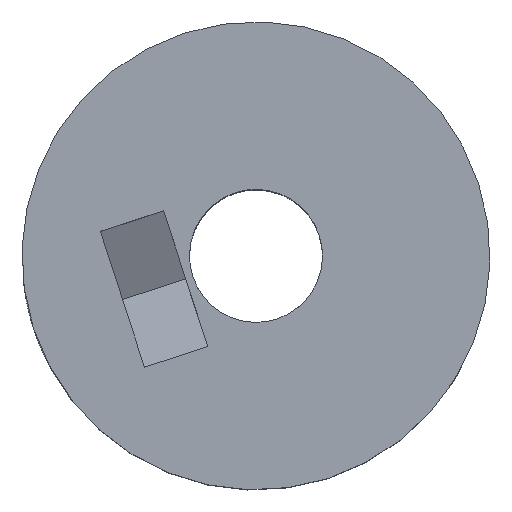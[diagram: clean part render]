
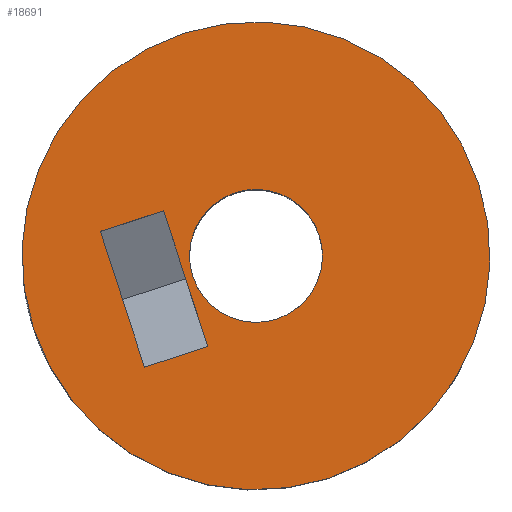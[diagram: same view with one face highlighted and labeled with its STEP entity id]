
A CAD part, top view. The second image highlights one B-rep face of the part: STEP entity #18691.
In plain terms, the highlighted planar face has unit normal (0, 0, 1).
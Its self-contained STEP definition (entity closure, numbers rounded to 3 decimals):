
#11929 = VERTEX_POINT('',#11930);
#11930 = CARTESIAN_POINT('',(9.5,0.,15.4));
#11937 = CYLINDRICAL_SURFACE('',#11938,9.5);
#11938 = AXIS2_PLACEMENT_3D('',#11939,#11940,#11941);
#11939 = CARTESIAN_POINT('',(0.,0.,9.4));
#11940 = DIRECTION('',(0.,0.,1.));
#11941 = DIRECTION('',(1.,0.,0.));
#11956 = EDGE_CURVE('',#11929,#11929,#11957,.T.);
#11957 = SURFACE_CURVE('',#11958,(#11963,#11970),.PCURVE_S1.);
#11958 = CIRCLE('',#11959,9.5);
#11959 = AXIS2_PLACEMENT_3D('',#11960,#11961,#11962);
#11960 = CARTESIAN_POINT('',(0.,0.,15.4));
#11961 = DIRECTION('',(0.,0.,1.));
#11962 = DIRECTION('',(1.,0.,0.));
#11963 = PCURVE('',#11937,#11964);
#11964 = DEFINITIONAL_REPRESENTATION('',(#11965),#11969);
#11965 = LINE('',#11966,#11967);
#11966 = CARTESIAN_POINT('',(0.,6.));
#11967 = VECTOR('',#11968,1.);
#11968 = DIRECTION('',(1.,0.));
#11969 = ( GEOMETRIC_REPRESENTATION_CONTEXT(2) 
PARAMETRIC_REPRESENTATION_CONTEXT() REPRESENTATION_CONTEXT('2D SPACE',''
  ) );
#11970 = PCURVE('',#11971,#11976);
#11971 = PLANE('',#11972);
#11972 = AXIS2_PLACEMENT_3D('',#11973,#11974,#11975);
#11973 = CARTESIAN_POINT('',(0.,0.,15.4));
#11974 = DIRECTION('',(0.,0.,1.));
#11975 = DIRECTION('',(1.,0.,0.));
#11976 = DEFINITIONAL_REPRESENTATION('',(#11977),#11981);
#11977 = CIRCLE('',#11978,9.5);
#11978 = AXIS2_PLACEMENT_2D('',#11979,#11980);
#11979 = CARTESIAN_POINT('',(0.,0.));
#11980 = DIRECTION('',(1.,0.));
#11981 = ( GEOMETRIC_REPRESENTATION_CONTEXT(2) 
PARAMETRIC_REPRESENTATION_CONTEXT() REPRESENTATION_CONTEXT('2D SPACE',''
  ) );
#18691 = ADVANCED_FACE('',(#18692,#18695,#18726),#11971,.T.);
#18692 = FACE_BOUND('',#18693,.T.);
#18693 = EDGE_LOOP('',(#18694));
#18694 = ORIENTED_EDGE('',*,*,#11956,.T.);
#18695 = FACE_BOUND('',#18696,.T.);
#18696 = EDGE_LOOP('',(#18697));
#18697 = ORIENTED_EDGE('',*,*,#18698,.F.);
#18698 = EDGE_CURVE('',#18699,#18699,#18701,.T.);
#18699 = VERTEX_POINT('',#18700);
#18700 = CARTESIAN_POINT('',(2.7,0.,15.4));
#18701 = SURFACE_CURVE('',#18702,(#18707,#18714),.PCURVE_S1.);
#18702 = CIRCLE('',#18703,2.7);
#18703 = AXIS2_PLACEMENT_3D('',#18704,#18705,#18706);
#18704 = CARTESIAN_POINT('',(0.,0.,15.4));
#18705 = DIRECTION('',(0.,0.,1.));
#18706 = DIRECTION('',(1.,0.,0.));
#18707 = PCURVE('',#11971,#18708);
#18708 = DEFINITIONAL_REPRESENTATION('',(#18709),#18713);
#18709 = CIRCLE('',#18710,2.7);
#18710 = AXIS2_PLACEMENT_2D('',#18711,#18712);
#18711 = CARTESIAN_POINT('',(0.,0.));
#18712 = DIRECTION('',(1.,0.));
#18713 = ( GEOMETRIC_REPRESENTATION_CONTEXT(2) 
PARAMETRIC_REPRESENTATION_CONTEXT() REPRESENTATION_CONTEXT('2D SPACE',''
  ) );
#18714 = PCURVE('',#18715,#18720);
#18715 = CYLINDRICAL_SURFACE('',#18716,2.7);
#18716 = AXIS2_PLACEMENT_3D('',#18717,#18718,#18719);
#18717 = CARTESIAN_POINT('',(0.,0.,-2.));
#18718 = DIRECTION('',(0.,0.,1.));
#18719 = DIRECTION('',(1.,0.,0.));
#18720 = DEFINITIONAL_REPRESENTATION('',(#18721),#18725);
#18721 = LINE('',#18722,#18723);
#18722 = CARTESIAN_POINT('',(0.,17.4));
#18723 = VECTOR('',#18724,1.);
#18724 = DIRECTION('',(1.,0.));
#18725 = ( GEOMETRIC_REPRESENTATION_CONTEXT(2) 
PARAMETRIC_REPRESENTATION_CONTEXT() REPRESENTATION_CONTEXT('2D SPACE',''
  ) );
#18726 = FACE_BOUND('',#18727,.T.);
#18727 = EDGE_LOOP('',(#18728,#18756,#18782,#18808));
#18728 = ORIENTED_EDGE('',*,*,#18729,.F.);
#18729 = EDGE_CURVE('',#18730,#18732,#18734,.T.);
#18730 = VERTEX_POINT('',#18731);
#18731 = CARTESIAN_POINT('',(-5.7,-2.9,15.4));
#18732 = VERTEX_POINT('',#18733);
#18733 = CARTESIAN_POINT('',(-3.,-2.9,15.4));
#18734 = SURFACE_CURVE('',#18735,(#18739,#18745),.PCURVE_S1.);
#18735 = LINE('',#18736,#18737);
#18736 = CARTESIAN_POINT('',(-1.5,-2.9,15.4));
#18737 = VECTOR('',#18738,1.);
#18738 = DIRECTION('',(1.,0.,0.));
#18739 = PCURVE('',#11971,#18740);
#18740 = DEFINITIONAL_REPRESENTATION('',(#18741),#18744);
#18741 = B_SPLINE_CURVE_WITH_KNOTS('',1,(#18742,#18743),.UNSPECIFIED.,
  .F.,.F.,(2,2),(-4.47,-1.23),.PIECEWISE_BEZIER_KNOTS.);
#18742 = CARTESIAN_POINT('',(-5.97,-2.9));
#18743 = CARTESIAN_POINT('',(-2.73,-2.9));
#18744 = ( GEOMETRIC_REPRESENTATION_CONTEXT(2) 
PARAMETRIC_REPRESENTATION_CONTEXT() REPRESENTATION_CONTEXT('2D SPACE',''
  ) );
#18745 = PCURVE('',#18746,#18751);
#18746 = PLANE('',#18747);
#18747 = AXIS2_PLACEMENT_3D('',#18748,#18749,#18750);
#18748 = CARTESIAN_POINT('',(-3.,-2.9,30.674));
#18749 = DIRECTION('',(0.,-1.,0.));
#18750 = DIRECTION('',(0.,0.,-1.));
#18751 = DEFINITIONAL_REPRESENTATION('',(#18752),#18755);
#18752 = B_SPLINE_CURVE_WITH_KNOTS('',1,(#18753,#18754),.UNSPECIFIED.,
  .F.,.F.,(2,2),(-4.47,-1.23),.PIECEWISE_BEZIER_KNOTS.);
#18753 = CARTESIAN_POINT('',(15.274,-2.97));
#18754 = CARTESIAN_POINT('',(15.274,0.27));
#18755 = ( GEOMETRIC_REPRESENTATION_CONTEXT(2) 
PARAMETRIC_REPRESENTATION_CONTEXT() REPRESENTATION_CONTEXT('2D SPACE',''
  ) );
#18756 = ORIENTED_EDGE('',*,*,#18757,.F.);
#18757 = EDGE_CURVE('',#18758,#18730,#18760,.T.);
#18758 = VERTEX_POINT('',#18759);
#18759 = CARTESIAN_POINT('',(-5.7,2.9,15.4));
#18760 = SURFACE_CURVE('',#18761,(#18765,#18771),.PCURVE_S1.);
#18761 = LINE('',#18762,#18763);
#18762 = CARTESIAN_POINT('',(-5.7,0.,15.4));
#18763 = VECTOR('',#18764,1.);
#18764 = DIRECTION('',(0.,-1.,0.));
#18765 = PCURVE('',#11971,#18766);
#18766 = DEFINITIONAL_REPRESENTATION('',(#18767),#18770);
#18767 = B_SPLINE_CURVE_WITH_KNOTS('',1,(#18768,#18769),.UNSPECIFIED.,
  .F.,.F.,(2,2),(-3.48,3.48),.PIECEWISE_BEZIER_KNOTS.);
#18768 = CARTESIAN_POINT('',(-5.7,3.48));
#18769 = CARTESIAN_POINT('',(-5.7,-3.48));
#18770 = ( GEOMETRIC_REPRESENTATION_CONTEXT(2) 
PARAMETRIC_REPRESENTATION_CONTEXT() REPRESENTATION_CONTEXT('2D SPACE',''
  ) );
#18771 = PCURVE('',#18772,#18777);
#18772 = PLANE('',#18773);
#18773 = AXIS2_PLACEMENT_3D('',#18774,#18775,#18776);
#18774 = CARTESIAN_POINT('',(-5.7,0.,9.));
#18775 = DIRECTION('',(-1.,0.,0.));
#18776 = DIRECTION('',(0.,0.,-1.));
#18777 = DEFINITIONAL_REPRESENTATION('',(#18778),#18781);
#18778 = B_SPLINE_CURVE_WITH_KNOTS('',1,(#18779,#18780),.UNSPECIFIED.,
  .F.,.F.,(2,2),(-3.48,3.48),.PIECEWISE_BEZIER_KNOTS.);
#18779 = CARTESIAN_POINT('',(-6.4,-3.48));
#18780 = CARTESIAN_POINT('',(-6.4,3.48));
#18781 = ( GEOMETRIC_REPRESENTATION_CONTEXT(2) 
PARAMETRIC_REPRESENTATION_CONTEXT() REPRESENTATION_CONTEXT('2D SPACE',''
  ) );
#18782 = ORIENTED_EDGE('',*,*,#18783,.F.);
#18783 = EDGE_CURVE('',#18784,#18758,#18786,.T.);
#18784 = VERTEX_POINT('',#18785);
#18785 = CARTESIAN_POINT('',(-3.,2.9,15.4));
#18786 = SURFACE_CURVE('',#18787,(#18791,#18797),.PCURVE_S1.);
#18787 = LINE('',#18788,#18789);
#18788 = CARTESIAN_POINT('',(-1.5,2.9,15.4));
#18789 = VECTOR('',#18790,1.);
#18790 = DIRECTION('',(-1.,0.,0.));
#18791 = PCURVE('',#11971,#18792);
#18792 = DEFINITIONAL_REPRESENTATION('',(#18793),#18796);
#18793 = B_SPLINE_CURVE_WITH_KNOTS('',1,(#18794,#18795),.UNSPECIFIED.,
  .F.,.F.,(2,2),(1.23,4.47),.PIECEWISE_BEZIER_KNOTS.);
#18794 = CARTESIAN_POINT('',(-2.73,2.9));
#18795 = CARTESIAN_POINT('',(-5.97,2.9));
#18796 = ( GEOMETRIC_REPRESENTATION_CONTEXT(2) 
PARAMETRIC_REPRESENTATION_CONTEXT() REPRESENTATION_CONTEXT('2D SPACE',''
  ) );
#18797 = PCURVE('',#18798,#18803);
#18798 = PLANE('',#18799);
#18799 = AXIS2_PLACEMENT_3D('',#18800,#18801,#18802);
#18800 = CARTESIAN_POINT('',(-3.,2.9,10.674));
#18801 = DIRECTION('',(0.,1.,0.));
#18802 = DIRECTION('',(0.,0.,1.));
#18803 = DEFINITIONAL_REPRESENTATION('',(#18804),#18807);
#18804 = B_SPLINE_CURVE_WITH_KNOTS('',1,(#18805,#18806),.UNSPECIFIED.,
  .F.,.F.,(2,2),(1.23,4.47),.PIECEWISE_BEZIER_KNOTS.);
#18805 = CARTESIAN_POINT('',(4.726,0.27));
#18806 = CARTESIAN_POINT('',(4.726,-2.97));
#18807 = ( GEOMETRIC_REPRESENTATION_CONTEXT(2) 
PARAMETRIC_REPRESENTATION_CONTEXT() REPRESENTATION_CONTEXT('2D SPACE',''
  ) );
#18808 = ORIENTED_EDGE('',*,*,#18809,.T.);
#18809 = EDGE_CURVE('',#18784,#18732,#18810,.T.);
#18810 = SURFACE_CURVE('',#18811,(#18815,#18821),.PCURVE_S1.);
#18811 = LINE('',#18812,#18813);
#18812 = CARTESIAN_POINT('',(-3.,0.,15.4));
#18813 = VECTOR('',#18814,1.);
#18814 = DIRECTION('',(0.,-1.,0.));
#18815 = PCURVE('',#11971,#18816);
#18816 = DEFINITIONAL_REPRESENTATION('',(#18817),#18820);
#18817 = B_SPLINE_CURVE_WITH_KNOTS('',1,(#18818,#18819),.UNSPECIFIED.,
  .F.,.F.,(2,2),(-3.48,3.48),.PIECEWISE_BEZIER_KNOTS.);
#18818 = CARTESIAN_POINT('',(-3.,3.48));
#18819 = CARTESIAN_POINT('',(-3.,-3.48));
#18820 = ( GEOMETRIC_REPRESENTATION_CONTEXT(2) 
PARAMETRIC_REPRESENTATION_CONTEXT() REPRESENTATION_CONTEXT('2D SPACE',''
  ) );
#18821 = PCURVE('',#18822,#18827);
#18822 = PLANE('',#18823);
#18823 = AXIS2_PLACEMENT_3D('',#18824,#18825,#18826);
#18824 = CARTESIAN_POINT('',(-3.,0.,9.));
#18825 = DIRECTION('',(-1.,0.,0.));
#18826 = DIRECTION('',(0.,0.,-1.));
#18827 = DEFINITIONAL_REPRESENTATION('',(#18828),#18831);
#18828 = B_SPLINE_CURVE_WITH_KNOTS('',1,(#18829,#18830),.UNSPECIFIED.,
  .F.,.F.,(2,2),(-3.48,3.48),.PIECEWISE_BEZIER_KNOTS.);
#18829 = CARTESIAN_POINT('',(-6.4,-3.48));
#18830 = CARTESIAN_POINT('',(-6.4,3.48));
#18831 = ( GEOMETRIC_REPRESENTATION_CONTEXT(2) 
PARAMETRIC_REPRESENTATION_CONTEXT() REPRESENTATION_CONTEXT('2D SPACE',''
  ) );
